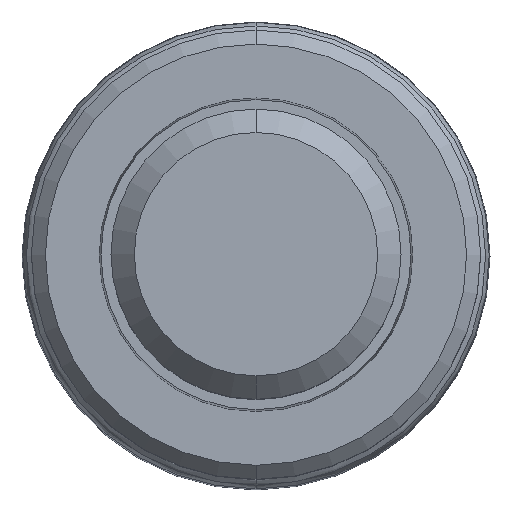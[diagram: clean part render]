
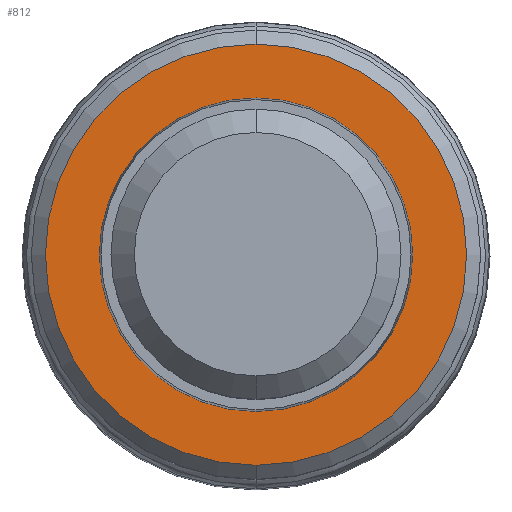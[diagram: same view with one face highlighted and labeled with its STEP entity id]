
A CAD part, top view. The second image highlights one B-rep face of the part: STEP entity #812.
In plain terms, the highlighted face is planar.
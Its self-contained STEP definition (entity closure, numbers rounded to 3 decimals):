
#315=CARTESIAN_POINT('',(0.,0.,0.));
#316=DIRECTION('',(0.,0.,-1.));
#317=DIRECTION('',(0.,1.,0.));
#318=AXIS2_PLACEMENT_3D('',#315,#316,#317);
#323=CARTESIAN_POINT('',(0.,0.,0.));
#324=DIRECTION('',(0.,0.,1.));
#325=DIRECTION('',(0.,1.,0.));
#326=AXIS2_PLACEMENT_3D('',#323,#324,#325);
#331=CARTESIAN_POINT('',(0.,0.,0.));
#332=DIRECTION('',(0.,0.,1.));
#333=DIRECTION('',(0.,1.,0.));
#334=AXIS2_PLACEMENT_3D('',#331,#332,#333);
#339=CARTESIAN_POINT('',(0.,0.,0.));
#340=DIRECTION('',(0.,0.,1.));
#341=DIRECTION('',(0.,-1.,0.));
#342=AXIS2_PLACEMENT_3D('',#339,#340,#341);
#490=CARTESIAN_POINT('',(0.,3.35,0.));
#492=VERTEX_POINT('',#490);
#494=CARTESIAN_POINT('',(0.,-3.35,0.));
#496=VERTEX_POINT('',#494);
#513=CARTESIAN_POINT('',(0.,4.5,0.));
#514=CARTESIAN_POINT('',(0.,-4.5,0.));
#515=VERTEX_POINT('',#513);
#516=VERTEX_POINT('',#514);
#797=CARTESIAN_POINT('',(0.,0.,0.));
#798=DIRECTION('',(0.,0.,-1.));
#799=DIRECTION('',(0.,-1.,0.));
#800=AXIS2_PLACEMENT_3D('',#797,#798,#799);
#801=PLANE('',#800);
#802=ORIENTED_EDGE('',*,*,#556,.T.);
#803=ORIENTED_EDGE('',*,*,#541,.T.);
#804=EDGE_LOOP('',(#802,#803));
#805=FACE_OUTER_BOUND('',#804,.F.);
#807=ORIENTED_EDGE('',*,*,#806,.T.);
#809=ORIENTED_EDGE('',*,*,#808,.F.);
#810=EDGE_LOOP('',(#807,#809));
#811=FACE_BOUND('',#810,.F.);
#319=CIRCLE('',#318,3.35);
#327=CIRCLE('',#326,3.35);
#335=CIRCLE('',#334,4.5);
#343=CIRCLE('',#342,4.5);
#541=EDGE_CURVE('',#516,#515,#343,.T.);
#556=EDGE_CURVE('',#515,#516,#335,.T.);
#806=EDGE_CURVE('',#492,#496,#319,.T.);
#808=EDGE_CURVE('',#492,#496,#327,.T.);
#812=ADVANCED_FACE('',(#805,#811),#801,.T.);
